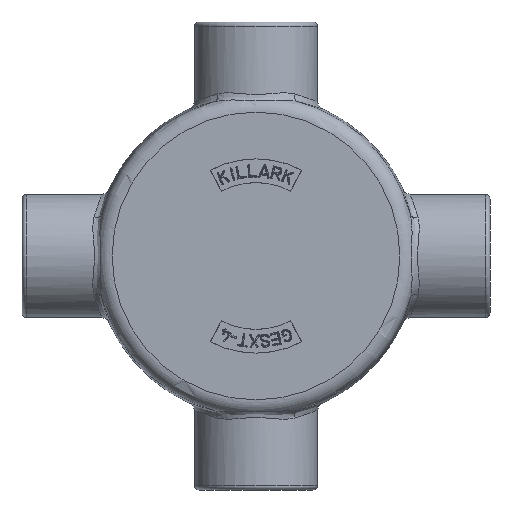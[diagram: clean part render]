
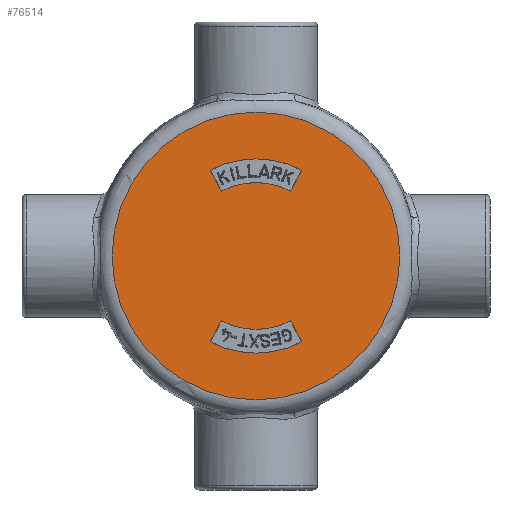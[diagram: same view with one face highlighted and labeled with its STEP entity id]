
A CAD part, front view. The second image highlights one B-rep face of the part: STEP entity #76514.
In plain terms, the highlighted planar face has unit normal (0, -1, 0).
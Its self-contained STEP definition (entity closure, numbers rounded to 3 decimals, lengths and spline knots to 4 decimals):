
#4667=FACE_BOUND('',#29095,.T.);
#4668=FACE_BOUND('',#29096,.T.);
#5226=PLANE('',#80565);
#8011=LINE('',#108921,#16160);
#8013=LINE('',#108941,#16162);
#8015=LINE('',#108954,#16164);
#8016=LINE('',#108969,#16165);
#16160=VECTOR('',#84267,0.3937);
#16162=VECTOR('',#84277,0.3937);
#16164=VECTOR('',#84289,0.3937);
#16165=VECTOR('',#84296,0.3937);
#24783=FACE_OUTER_BOUND('',#29094,.T.);
#29094=EDGE_LOOP('',(#56712,#56713));
#29095=EDGE_LOOP('',(#56714,#56715,#56716,#56717));
#29096=EDGE_LOOP('',(#56718,#56719,#56720,#56721));
#33047=CIRCLE('',#80269,2.2673);
#33052=CIRCLE('',#80274,2.2673);
#33067=CIRCLE('',#80391,1.1563);
#33069=CIRCLE('',#80395,1.5313);
#33071=CIRCLE('',#80400,1.5313);
#33072=CIRCLE('',#80403,1.1563);
#33452=VERTEX_POINT('',#100274);
#33453=VERTEX_POINT('',#100275);
#33899=VERTEX_POINT('',#108919);
#33900=VERTEX_POINT('',#108920);
#33903=VERTEX_POINT('',#108932);
#33905=VERTEX_POINT('',#108940);
#33907=VERTEX_POINT('',#108952);
#33908=VERTEX_POINT('',#108953);
#33909=VERTEX_POINT('',#108962);
#33910=VERTEX_POINT('',#108968);
#41242=EDGE_CURVE('',#33452,#33453,#33047,.T.);
#41251=EDGE_CURVE('',#33453,#33452,#33052,.T.);
#41923=EDGE_CURVE('',#33899,#33900,#8011,.T.);
#41927=EDGE_CURVE('',#33903,#33899,#33067,.T.);
#41930=EDGE_CURVE('',#33905,#33903,#8013,.T.);
#41933=EDGE_CURVE('',#33900,#33905,#33069,.T.);
#41935=EDGE_CURVE('',#33907,#33908,#8015,.T.);
#41938=EDGE_CURVE('',#33909,#33907,#33071,.T.);
#41940=EDGE_CURVE('',#33910,#33909,#8016,.T.);
#41942=EDGE_CURVE('',#33908,#33910,#33072,.T.);
#56712=ORIENTED_EDGE('',*,*,#41242,.F.);
#56713=ORIENTED_EDGE('',*,*,#41251,.F.);
#56714=ORIENTED_EDGE('',*,*,#41923,.T.);
#56715=ORIENTED_EDGE('',*,*,#41933,.T.);
#56716=ORIENTED_EDGE('',*,*,#41930,.T.);
#56717=ORIENTED_EDGE('',*,*,#41927,.T.);
#56718=ORIENTED_EDGE('',*,*,#41935,.T.);
#56719=ORIENTED_EDGE('',*,*,#41942,.T.);
#56720=ORIENTED_EDGE('',*,*,#41940,.T.);
#56721=ORIENTED_EDGE('',*,*,#41938,.T.);
#76514=ADVANCED_FACE('',(#24783,#4667,#4668),#5226,.T.);
#80269=AXIS2_PLACEMENT_3D('',#100276,#83694,#83695);
#80274=AXIS2_PLACEMENT_3D('',#100319,#83704,#83705);
#80391=AXIS2_PLACEMENT_3D('',#108933,#84271,#84272);
#80395=AXIS2_PLACEMENT_3D('',#108948,#84281,#84282);
#80400=AXIS2_PLACEMENT_3D('',#108963,#84292,#84293);
#80403=AXIS2_PLACEMENT_3D('',#108974,#84299,#84300);
#80565=AXIS2_PLACEMENT_3D('',#123954,#85076,#85077);
#83694=DIRECTION('center_axis',(0.,1.,0.));
#83695=DIRECTION('ref_axis',(-1.,0.,0.));
#83704=DIRECTION('center_axis',(0.,1.,0.));
#83705=DIRECTION('ref_axis',(-1.,0.,0.));
#84267=DIRECTION('',(0.469,0.,-0.883));
#84271=DIRECTION('center_axis',(0.,-1.,0.));
#84272=DIRECTION('ref_axis',(0.469,0.,0.883));
#84277=DIRECTION('',(0.469,0.,0.883));
#84281=DIRECTION('center_axis',(0.,1.,0.));
#84282=DIRECTION('ref_axis',(-0.469,0.,-0.883));
#84289=DIRECTION('',(-0.469,0.,-0.883));
#84292=DIRECTION('center_axis',(0.,1.,0.));
#84293=DIRECTION('ref_axis',(0.469,0.,0.883));
#84296=DIRECTION('',(-0.469,0.,0.883));
#84299=DIRECTION('center_axis',(0.,-1.,0.));
#84300=DIRECTION('ref_axis',(-0.469,0.,-0.883));
#85076=DIRECTION('center_axis',(0.,-1.,0.));
#85077=DIRECTION('ref_axis',(0.,0.,-1.));
#100274=CARTESIAN_POINT('',(2.2673,-1.0938,0.));
#100275=CARTESIAN_POINT('',(0.,-1.0938,2.2673));
#100276=CARTESIAN_POINT('Origin',(0.,-1.0938,0.));
#100319=CARTESIAN_POINT('Origin',(0.,-1.0938,0.));
#108919=CARTESIAN_POINT('',(0.5428,-1.0938,-1.0209));
#108920=CARTESIAN_POINT('',(0.7189,-1.0938,-1.352));
#108921=CARTESIAN_POINT('',(0.2714,-1.0938,-0.5105));
#108932=CARTESIAN_POINT('',(-0.5428,-1.0938,-1.0209));
#108933=CARTESIAN_POINT('Origin',(0.,-1.0938,0.));
#108940=CARTESIAN_POINT('',(-0.7189,-1.0938,-1.352));
#108941=CARTESIAN_POINT('',(-0.3594,-1.0938,-0.676));
#108948=CARTESIAN_POINT('Origin',(0.,-1.0938,0.));
#108952=CARTESIAN_POINT('',(0.7189,-1.0938,1.352));
#108953=CARTESIAN_POINT('',(0.5428,-1.0938,1.0209));
#108954=CARTESIAN_POINT('',(0.3594,-1.0938,0.676));
#108962=CARTESIAN_POINT('',(-0.7189,-1.0938,1.352));
#108963=CARTESIAN_POINT('Origin',(0.,-1.0938,0.));
#108968=CARTESIAN_POINT('',(-0.5428,-1.0938,1.0209));
#108969=CARTESIAN_POINT('',(-0.2714,-1.0938,0.5105));
#108974=CARTESIAN_POINT('Origin',(0.,-1.0938,0.));
#123954=CARTESIAN_POINT('Origin',(0.,-1.0938,0.));
